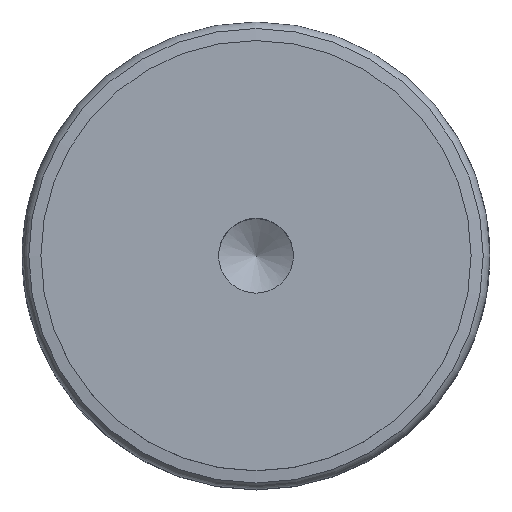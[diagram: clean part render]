
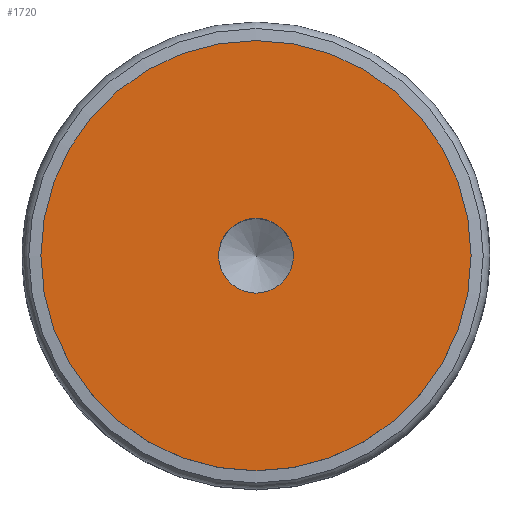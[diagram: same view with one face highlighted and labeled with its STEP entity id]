
A CAD part, top view. The second image highlights one B-rep face of the part: STEP entity #1720.
In plain terms, the highlighted planar face has unit normal (0, 0, 1).
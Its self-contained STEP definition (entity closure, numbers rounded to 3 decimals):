
#1656 = CYLINDRICAL_SURFACE('',#1657,11.5);
#1657 = AXIS2_PLACEMENT_3D('',#1658,#1659,#1660);
#1658 = CARTESIAN_POINT('',(0.,0.,19.));
#1659 = DIRECTION('',(0.,0.,1.));
#1660 = DIRECTION('',(1.,0.,0.));
#1720 = ADVANCED_FACE('',(#1721,#1757),#1734,.T.);
#1721 = FACE_BOUND('',#1722,.T.);
#1722 = EDGE_LOOP('',(#1723));
#1723 = ORIENTED_EDGE('',*,*,#1724,.F.);
#1724 = EDGE_CURVE('',#1725,#1725,#1727,.T.);
#1725 = VERTEX_POINT('',#1726);
#1726 = CARTESIAN_POINT('',(2.,0.,21.));
#1727 = SURFACE_CURVE('',#1728,(#1733,#1745),.PCURVE_S1.);
#1728 = CIRCLE('',#1729,2.);
#1729 = AXIS2_PLACEMENT_3D('',#1730,#1731,#1732);
#1730 = CARTESIAN_POINT('',(0.,0.,21.));
#1731 = DIRECTION('',(0.,0.,1.));
#1732 = DIRECTION('',(1.,0.,0.));
#1733 = PCURVE('',#1734,#1739);
#1734 = PLANE('',#1735);
#1735 = AXIS2_PLACEMENT_3D('',#1736,#1737,#1738);
#1736 = CARTESIAN_POINT('',(0.,0.,21.));
#1737 = DIRECTION('',(0.,0.,1.));
#1738 = DIRECTION('',(1.,0.,0.));
#1739 = DEFINITIONAL_REPRESENTATION('',(#1740),#1744);
#1740 = CIRCLE('',#1741,2.);
#1741 = AXIS2_PLACEMENT_2D('',#1742,#1743);
#1742 = CARTESIAN_POINT('',(0.,0.));
#1743 = DIRECTION('',(1.,0.));
#1744 = ( GEOMETRIC_REPRESENTATION_CONTEXT(2) 
PARAMETRIC_REPRESENTATION_CONTEXT() REPRESENTATION_CONTEXT('2D SPACE',''
  ) );
#1745 = PCURVE('',#1746,#1751);
#1746 = CYLINDRICAL_SURFACE('',#1747,2.);
#1747 = AXIS2_PLACEMENT_3D('',#1748,#1749,#1750);
#1748 = CARTESIAN_POINT('',(0.,0.,21.));
#1749 = DIRECTION('',(0.,0.,1.));
#1750 = DIRECTION('',(1.,0.,0.));
#1751 = DEFINITIONAL_REPRESENTATION('',(#1752),#1756);
#1752 = LINE('',#1753,#1754);
#1753 = CARTESIAN_POINT('',(0.,0.));
#1754 = VECTOR('',#1755,1.);
#1755 = DIRECTION('',(1.,0.));
#1756 = ( GEOMETRIC_REPRESENTATION_CONTEXT(2) 
PARAMETRIC_REPRESENTATION_CONTEXT() REPRESENTATION_CONTEXT('2D SPACE',''
  ) );
#1757 = FACE_BOUND('',#1758,.T.);
#1758 = EDGE_LOOP('',(#1759));
#1759 = ORIENTED_EDGE('',*,*,#1760,.T.);
#1760 = EDGE_CURVE('',#1761,#1761,#1763,.T.);
#1761 = VERTEX_POINT('',#1762);
#1762 = CARTESIAN_POINT('',(11.5,0.,21.));
#1763 = SURFACE_CURVE('',#1764,(#1769,#1776),.PCURVE_S1.);
#1764 = CIRCLE('',#1765,11.5);
#1765 = AXIS2_PLACEMENT_3D('',#1766,#1767,#1768);
#1766 = CARTESIAN_POINT('',(0.,0.,21.));
#1767 = DIRECTION('',(0.,0.,1.));
#1768 = DIRECTION('',(1.,0.,0.));
#1769 = PCURVE('',#1734,#1770);
#1770 = DEFINITIONAL_REPRESENTATION('',(#1771),#1775);
#1771 = CIRCLE('',#1772,11.5);
#1772 = AXIS2_PLACEMENT_2D('',#1773,#1774);
#1773 = CARTESIAN_POINT('',(0.,0.));
#1774 = DIRECTION('',(1.,0.));
#1775 = ( GEOMETRIC_REPRESENTATION_CONTEXT(2) 
PARAMETRIC_REPRESENTATION_CONTEXT() REPRESENTATION_CONTEXT('2D SPACE',''
  ) );
#1776 = PCURVE('',#1656,#1777);
#1777 = DEFINITIONAL_REPRESENTATION('',(#1778),#1782);
#1778 = LINE('',#1779,#1780);
#1779 = CARTESIAN_POINT('',(0.,2.));
#1780 = VECTOR('',#1781,1.);
#1781 = DIRECTION('',(1.,0.));
#1782 = ( GEOMETRIC_REPRESENTATION_CONTEXT(2) 
PARAMETRIC_REPRESENTATION_CONTEXT() REPRESENTATION_CONTEXT('2D SPACE',''
  ) );
